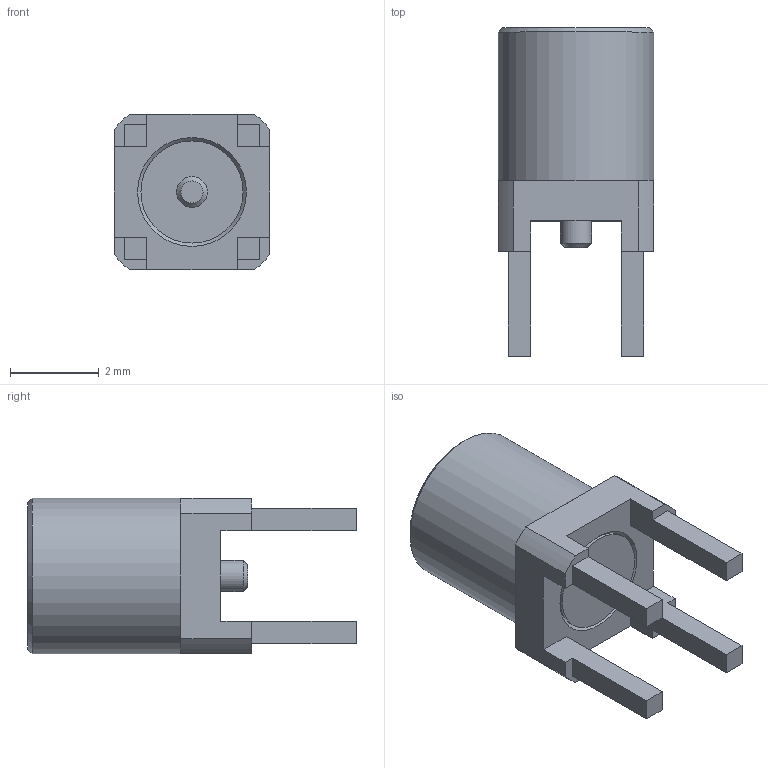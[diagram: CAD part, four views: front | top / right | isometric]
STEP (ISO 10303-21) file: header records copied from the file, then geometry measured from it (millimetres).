
FILE_DESCRIPTION(/* description */ ('STEP AP214'),/* implementation_level */ '2;1');
FILE_NAME(/* name */ 'MMCX-J-P-H-ST-MT1',/* time_stamp */ '2025-03-13T14:58:37+01:00',/* author */ ('License CC BY-ND 4.0'),/* organization */ ('CADENAS'),/* preprocessor_version */ 'ST-DEVELOPER v19.3',/* originating_system */ 'PARTsolutions',/* authorisation */ ' ');
FILE_SCHEMA (('AUTOMOTIVE_DESIGN {1 0 10303 214 3 1 1}'));
Length unit declared in the file: millimetre
Products named in the file (1): MMCX-J-P-H-ST-MT1
Bounding box: 3.5 x 7.4 x 3.5 mm (x, y, z)
Volume: 33.3 mm3; surface area: 126.1 mm2
Topology: 1 solids, 1 shells, 65 faces, 162 edges, 104 vertices
Faces by surface type: plane 43, cone 12, cylinder 10
Full cylindrical faces by diameter (mm): 0.7 x1, 2.3 x1, 2.41 x1, 2.89 x1, 3.02 x1, 3.5 x1
Entity records: 1890 total; most frequent: CARTESIAN_POINT 354, DIRECTION 306, ORIENTED_EDGE 298, EDGE_CURVE 149, VERTEX_POINT 103, AXIS2_PLACEMENT_3D 103, LINE 100, VECTOR 100
